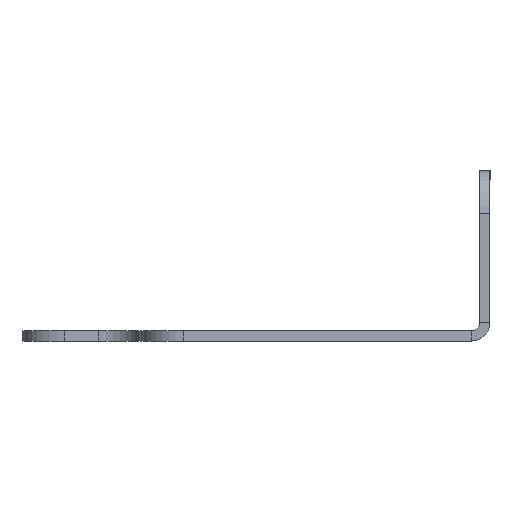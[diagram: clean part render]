
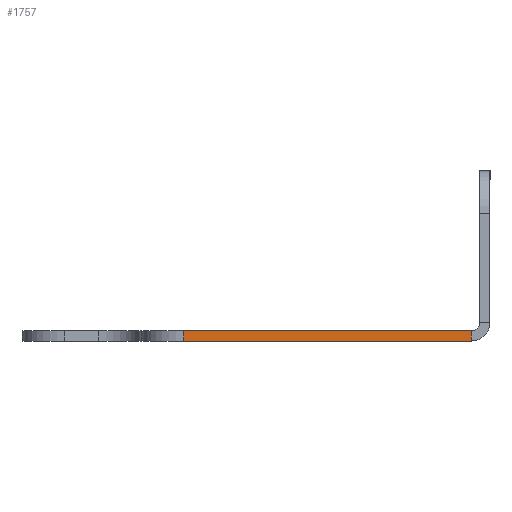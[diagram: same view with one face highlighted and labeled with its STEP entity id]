
A CAD part, left-side view. The second image highlights one B-rep face of the part: STEP entity #1757.
In plain terms, the highlighted planar face has unit normal (-1, 0, 0).
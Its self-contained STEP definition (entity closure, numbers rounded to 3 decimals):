
#42 = DIRECTION ( 'NONE',  ( 0., -1., 0. ) ) ;
#183 = ORIENTED_EDGE ( 'NONE', *, *, #213, .T. ) ;
#213 = EDGE_CURVE ( 'NONE', #733, #1543, #1264, .T. ) ;
#338 = CARTESIAN_POINT ( 'NONE',  ( -337., 19.4, -1.2 ) ) ;
#356 = DIRECTION ( 'NONE',  ( -1., 0., 0. ) ) ;
#408 = DIRECTION ( 'NONE',  ( 0., -1., 0. ) ) ;
#416 = LINE ( 'NONE', #620, #1171 ) ;
#429 = VERTEX_POINT ( 'NONE', #1483 ) ;
#578 = CARTESIAN_POINT ( 'NONE',  ( -337., -19.4, 0. ) ) ;
#620 = CARTESIAN_POINT ( 'NONE',  ( -337., 14.4, -1.2 ) ) ;
#733 = VERTEX_POINT ( 'NONE', #1582 ) ;
#759 = VECTOR ( 'NONE', #2250, 1000. ) ;
#815 = AXIS2_PLACEMENT_3D ( 'NONE', #338, #356, #934 ) ;
#842 = CARTESIAN_POINT ( 'NONE',  ( -337., -19.4, -1.2 ) ) ;
#855 = FACE_OUTER_BOUND ( 'NONE', #2182, .T. ) ;
#887 = ORIENTED_EDGE ( 'NONE', *, *, #1286, .F. ) ;
#934 = DIRECTION ( 'NONE',  ( 0., 0., 1. ) ) ;
#1144 = LINE ( 'NONE', #2499, #2511 ) ;
#1171 = VECTOR ( 'NONE', #2146, 1000. ) ;
#1264 = LINE ( 'NONE', #2195, #1648 ) ;
#1286 = EDGE_CURVE ( 'NONE', #429, #1651, #1144, .T. ) ;
#1288 = CARTESIAN_POINT ( 'NONE',  ( -337., -19.4, -1.2 ) ) ;
#1483 = CARTESIAN_POINT ( 'NONE',  ( -337., 14.4, 0. ) ) ;
#1543 = VERTEX_POINT ( 'NONE', #842 ) ;
#1582 = CARTESIAN_POINT ( 'NONE',  ( -337., 14.4, -1.2 ) ) ;
#1599 = ORIENTED_EDGE ( 'NONE', *, *, #2102, .T. ) ;
#1648 = VECTOR ( 'NONE', #42, 1000. ) ;
#1651 = VERTEX_POINT ( 'NONE', #578 ) ;
#1757 = ADVANCED_FACE ( 'NONE', ( #855 ), #1902, .T. ) ;
#1902 = PLANE ( 'NONE',  #815 ) ;
#2102 = EDGE_CURVE ( 'NONE', #1543, #1651, #2108, .T. ) ;
#2108 = LINE ( 'NONE', #1288, #759 ) ;
#2146 = DIRECTION ( 'NONE',  ( 0., 0., -1. ) ) ;
#2182 = EDGE_LOOP ( 'NONE', ( #887, #2405, #183, #1599 ) ) ;
#2195 = CARTESIAN_POINT ( 'NONE',  ( -337., 19.4, -1.2 ) ) ;
#2250 = DIRECTION ( 'NONE',  ( 0., 0., 1. ) ) ;
#2405 = ORIENTED_EDGE ( 'NONE', *, *, #2412, .T. ) ;
#2412 = EDGE_CURVE ( 'NONE', #429, #733, #416, .T. ) ;
#2499 = CARTESIAN_POINT ( 'NONE',  ( -337., 19.4, 0. ) ) ;
#2511 = VECTOR ( 'NONE', #408, 1000. ) ;
